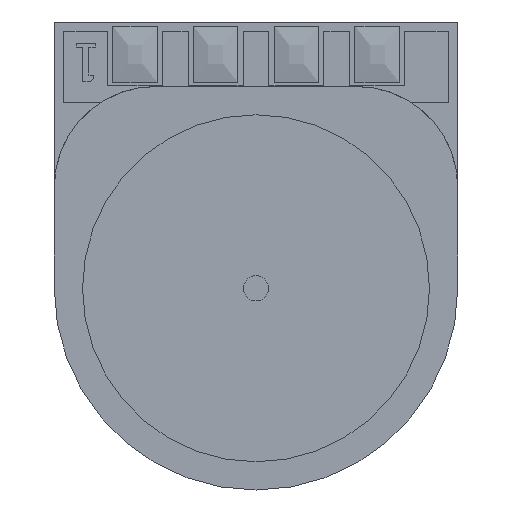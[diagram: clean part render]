
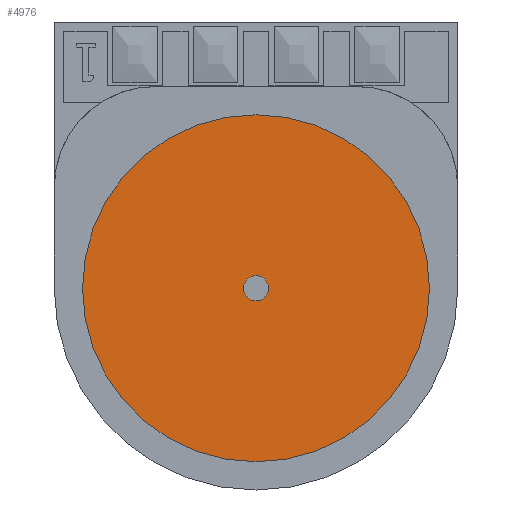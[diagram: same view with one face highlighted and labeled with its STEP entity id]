
A CAD part, front view. The second image highlights one B-rep face of the part: STEP entity #4976.
In plain terms, the highlighted face is planar.
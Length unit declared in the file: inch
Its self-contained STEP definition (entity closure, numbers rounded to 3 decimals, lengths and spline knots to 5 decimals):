
#27 = DIRECTION ( 'NONE',  ( 0., 0., 1. ) ) ;
#508 = CIRCLE ( 'NONE', #4808, 0.215 ) ;
#821 = CIRCLE ( 'NONE', #9086, 0.215 ) ;
#934 = FACE_OUTER_BOUND ( 'NONE', #4905, .T. ) ;
#1162 = DIRECTION ( 'NONE',  ( 0., 0., 1. ) ) ;
#1366 = VERTEX_POINT ( 'NONE', #7065 ) ;
#1533 = CARTESIAN_POINT ( 'NONE',  ( 0., 0.0448, 0. ) ) ;
#1563 = EDGE_CURVE ( 'NONE', #1366, #3599, #821, .T. ) ;
#1896 = CARTESIAN_POINT ( 'NONE',  ( 0., 0.0448, -0.0155 ) ) ;
#1981 = AXIS2_PLACEMENT_3D ( 'NONE', #7981, #2012, #1162 ) ;
#2012 = DIRECTION ( 'NONE',  ( 0., -1., 0. ) ) ;
#2143 = EDGE_CURVE ( 'NONE', #3599, #1366, #508, .T. ) ;
#2381 = DIRECTION ( 'NONE',  ( 0., 1., 0. ) ) ;
#2899 = DIRECTION ( 'NONE',  ( 0., -1., 0. ) ) ;
#3599 = VERTEX_POINT ( 'NONE', #9803 ) ;
#3747 = CARTESIAN_POINT ( 'NONE',  ( 0., 0.0448, 0.0155 ) ) ;
#3798 = CARTESIAN_POINT ( 'NONE',  ( 0., 0.0448, 0. ) ) ;
#3868 = CARTESIAN_POINT ( 'NONE',  ( 0., 0.0448, 0. ) ) ;
#4071 = FACE_BOUND ( 'NONE', #4918, .T. ) ;
#4296 = ORIENTED_EDGE ( 'NONE', *, *, #1563, .T. ) ;
#4520 = CIRCLE ( 'NONE', #1981, 0.0155 ) ;
#4717 = VERTEX_POINT ( 'NONE', #1896 ) ;
#4808 = AXIS2_PLACEMENT_3D ( 'NONE', #3798, #6847, #27 ) ;
#4905 = EDGE_LOOP ( 'NONE', ( #4296, #8765 ) ) ;
#4914 = DIRECTION ( 'NONE',  ( 0., 0., 1. ) ) ;
#4918 = EDGE_LOOP ( 'NONE', ( #5051, #5740 ) ) ;
#4976 = ADVANCED_FACE ( 'NONE', ( #934, #4071 ), #6164, .T. ) ;
#5051 = ORIENTED_EDGE ( 'NONE', *, *, #8311, .T. ) ;
#5197 = CARTESIAN_POINT ( 'NONE',  ( 0., 0.0448, 0. ) ) ;
#5249 = AXIS2_PLACEMENT_3D ( 'NONE', #5197, #2899, #4914 ) ;
#5736 = AXIS2_PLACEMENT_3D ( 'NONE', #3868, #2381, #7007 ) ;
#5740 = ORIENTED_EDGE ( 'NONE', *, *, #5827, .T. ) ;
#5827 = EDGE_CURVE ( 'NONE', #4717, #9683, #7302, .T. ) ;
#6164 = PLANE ( 'NONE',  #5736 ) ;
#6847 = DIRECTION ( 'NONE',  ( 0., 1., 0. ) ) ;
#7007 = DIRECTION ( 'NONE',  ( 0., 0., 1. ) ) ;
#7065 = CARTESIAN_POINT ( 'NONE',  ( 0., 0.0448, 0.215 ) ) ;
#7302 = CIRCLE ( 'NONE', #5249, 0.0155 ) ;
#7495 = DIRECTION ( 'NONE',  ( 0., 1., 0. ) ) ;
#7981 = CARTESIAN_POINT ( 'NONE',  ( 0., 0.0448, 0. ) ) ;
#8255 = DIRECTION ( 'NONE',  ( 0., 0., 1. ) ) ;
#8311 = EDGE_CURVE ( 'NONE', #9683, #4717, #4520, .T. ) ;
#8765 = ORIENTED_EDGE ( 'NONE', *, *, #2143, .T. ) ;
#9086 = AXIS2_PLACEMENT_3D ( 'NONE', #1533, #7495, #8255 ) ;
#9683 = VERTEX_POINT ( 'NONE', #3747 ) ;
#9803 = CARTESIAN_POINT ( 'NONE',  ( 0., 0.0448, -0.215 ) ) ;
